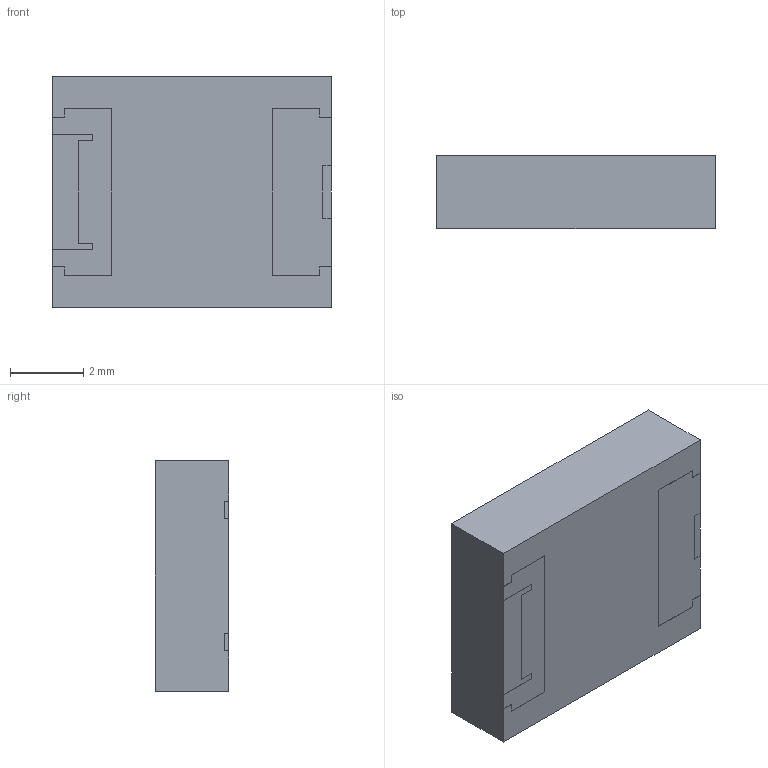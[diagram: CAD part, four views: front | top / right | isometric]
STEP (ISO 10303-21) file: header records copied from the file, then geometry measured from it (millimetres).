
FILE_DESCRIPTION (( 'STEP AP214' ), '1' );
FILE_NAME ('CTS_TFD_H_7360_L7.6W6.3H2S1.6F4.55.STEP', '2021-06-25T20:08:38', ( '' ), ( '' ), 'SwSTEP 2.0', 'SolidWorks 2020', '' );
FILE_SCHEMA (( 'AUTOMOTIVE_DESIGN' ));
Length unit declared in the file: millimetre
Products named in the file (1): CTS_TFD_H_7360_L7.6W6.3H2S1.6F4.55
Bounding box: 7.61 x 2.01 x 6.3 mm (x, y, z)
Volume: 95.8 mm3; surface area: 157.7 mm2
Topology: 4 solids, 4 shells, 101 faces, 279 edges, 186 vertices
Faces by surface type: plane 101
Entity records: 3302 total; most frequent: CARTESIAN_POINT 567, ORIENTED_EDGE 558, DIRECTION 483, LINE 279, EDGE_CURVE 279, VECTOR 279, VERTEX_POINT 186, AXIS2_PLACEMENT_3D 102
